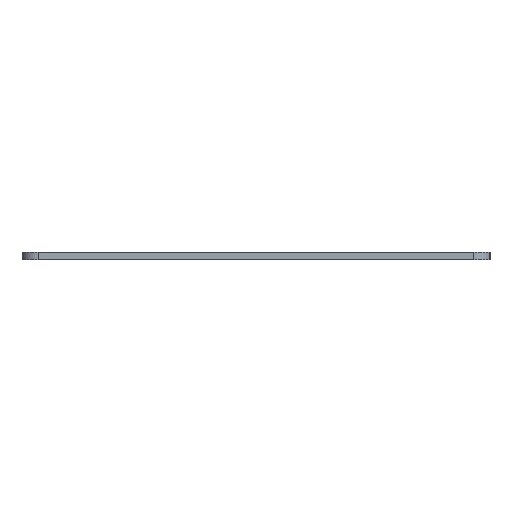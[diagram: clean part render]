
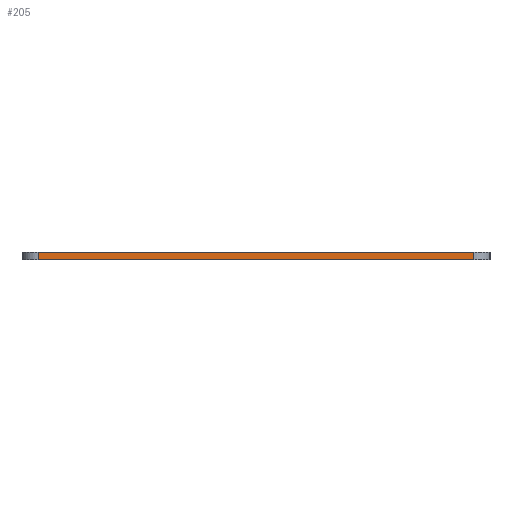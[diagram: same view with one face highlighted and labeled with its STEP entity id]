
A CAD part, left-side view. The second image highlights one B-rep face of the part: STEP entity #205.
In plain terms, the highlighted planar face has unit normal (-1, 0, 0).
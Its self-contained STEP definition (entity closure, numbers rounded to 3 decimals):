
#178 = VERTEX_POINT('',#179);
#179 = CARTESIAN_POINT('',(53.34,-184.219,1.51));
#186 = EDGE_CURVE('',#187,#178,#189,.T.);
#187 = VERTEX_POINT('',#188);
#188 = CARTESIAN_POINT('',(53.34,-184.219,0.));
#189 = LINE('',#190,#191);
#190 = CARTESIAN_POINT('',(53.34,-184.219,0.));
#191 = VECTOR('',#192,1.);
#192 = DIRECTION('',(0.,0.,1.));
#205 = ADVANCED_FACE('',(#206),#231,.T.);
#206 = FACE_BOUND('',#207,.T.);
#207 = EDGE_LOOP('',(#208,#209,#217,#225));
#208 = ORIENTED_EDGE('',*,*,#186,.T.);
#209 = ORIENTED_EDGE('',*,*,#210,.T.);
#210 = EDGE_CURVE('',#178,#211,#213,.T.);
#211 = VERTEX_POINT('',#212);
#212 = CARTESIAN_POINT('',(53.34,-94.63,1.51));
#213 = LINE('',#214,#215);
#214 = CARTESIAN_POINT('',(53.34,-184.219,1.51));
#215 = VECTOR('',#216,1.);
#216 = DIRECTION('',(0.,1.,0.));
#217 = ORIENTED_EDGE('',*,*,#218,.F.);
#218 = EDGE_CURVE('',#219,#211,#221,.T.);
#219 = VERTEX_POINT('',#220);
#220 = CARTESIAN_POINT('',(53.34,-94.63,0.));
#221 = LINE('',#222,#223);
#222 = CARTESIAN_POINT('',(53.34,-94.63,0.));
#223 = VECTOR('',#224,1.);
#224 = DIRECTION('',(0.,0.,1.));
#225 = ORIENTED_EDGE('',*,*,#226,.F.);
#226 = EDGE_CURVE('',#187,#219,#227,.T.);
#227 = LINE('',#228,#229);
#228 = CARTESIAN_POINT('',(53.34,-184.219,0.));
#229 = VECTOR('',#230,1.);
#230 = DIRECTION('',(0.,1.,0.));
#231 = PLANE('',#232);
#232 = AXIS2_PLACEMENT_3D('',#233,#234,#235);
#233 = CARTESIAN_POINT('',(53.34,-184.219,0.));
#234 = DIRECTION('',(-1.,0.,0.));
#235 = DIRECTION('',(0.,1.,0.));
